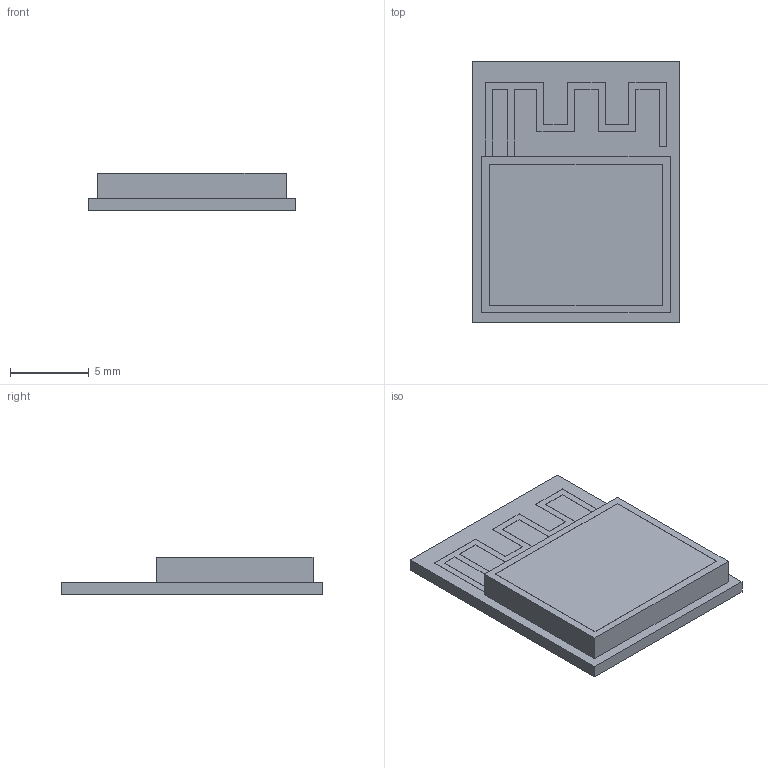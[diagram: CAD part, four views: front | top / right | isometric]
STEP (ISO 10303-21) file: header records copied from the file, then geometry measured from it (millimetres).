
FILE_DESCRIPTION(('FreeCAD Model'),'2;1');
FILE_NAME('ESP32-C3-MINI-1.step', '2021-02-25T22:05:22',('Author'),(''), 'Open CASCADE STEP processor 7.3','FreeCAD','Unknown');
FILE_SCHEMA(('AUTOMOTIVE_DESIGN { 1 0 10303 214 1 1 1 1 }'));
Length unit declared in the file: millimetre
Products named in the file (4): PCB; Shield; Cube; Extrude
Bounding box: 13.2 x 16.6 x 2.41 mm (x, y, z)
Volume: 366.7 mm3; surface area: 1021.3 mm2
Topology: 4 solids, 4 shells, 48 faces, 120 edges, 80 vertices
Faces by surface type: extrusion 28, plane 18, bspline 2
Entity records: 1553 total; most frequent: CARTESIAN_POINT 339, ORIENTED_EDGE 240, DIRECTION 130, EDGE_CURVE 120, VECTOR 92, B_SPLINE_CURVE_WITH_KNOTS 84, VERTEX_POINT 80, LINE 64
